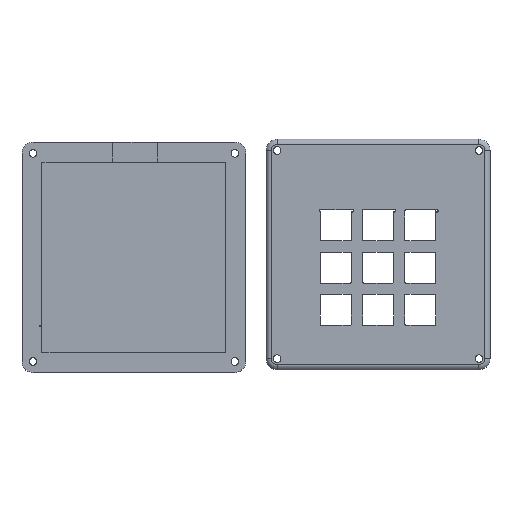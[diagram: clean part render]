
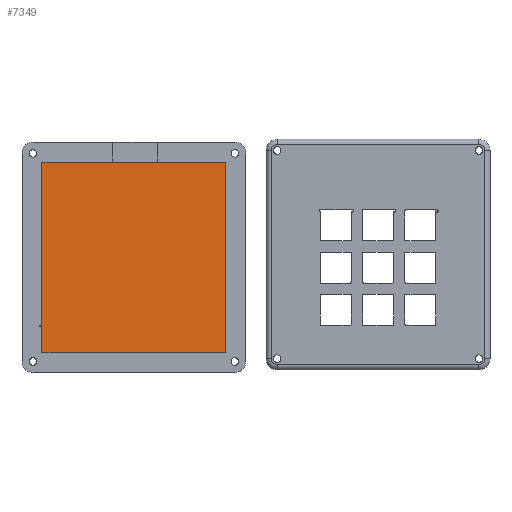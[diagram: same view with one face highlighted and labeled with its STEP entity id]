
A CAD part, top view. The second image highlights one B-rep face of the part: STEP entity #7349.
In plain terms, the highlighted planar face has unit normal (0, 0, 1).
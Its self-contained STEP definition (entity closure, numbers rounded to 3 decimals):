
#1137=FACE_OUTER_BOUND('',#1547,.T.);
#1547=EDGE_LOOP('',(#6288,#6289,#6290,#6291,#6292,#6293,#6294,#6295));
#2025=LINE('',#14012,#2612);
#2049=LINE('',#14205,#2636);
#2078=LINE('',#14279,#2665);
#2080=LINE('',#14282,#2667);
#2083=LINE('',#14287,#2670);
#2085=LINE('',#14292,#2672);
#2091=LINE('',#14303,#2678);
#2093=LINE('',#14306,#2680);
#2612=VECTOR('',#8290,10.);
#2636=VECTOR('',#8402,10.);
#2665=VECTOR('',#8477,10.);
#2667=VECTOR('',#8481,10.);
#2670=VECTOR('',#8486,10.);
#2672=VECTOR('',#8492,10.);
#2678=VECTOR('',#8500,10.);
#2680=VECTOR('',#8504,10.);
#3333=VERTEX_POINT('',#14009);
#3334=VERTEX_POINT('',#14011);
#3374=VERTEX_POINT('',#14202);
#3375=VERTEX_POINT('',#14204);
#3396=VERTEX_POINT('',#14276);
#3397=VERTEX_POINT('',#14278);
#3399=VERTEX_POINT('',#14291);
#3403=VERTEX_POINT('',#14301);
#4300=EDGE_CURVE('',#3333,#3334,#2025,.T.);
#4358=EDGE_CURVE('',#3375,#3374,#2049,.T.);
#4397=EDGE_CURVE('',#3397,#3396,#2078,.T.);
#4399=EDGE_CURVE('',#3396,#3375,#2080,.T.);
#4402=EDGE_CURVE('',#3334,#3374,#2083,.T.);
#4404=EDGE_CURVE('',#3397,#3399,#2085,.T.);
#4410=EDGE_CURVE('',#3403,#3333,#2091,.T.);
#4412=EDGE_CURVE('',#3399,#3403,#2093,.T.);
#6288=ORIENTED_EDGE('',*,*,#4358,.T.);
#6289=ORIENTED_EDGE('',*,*,#4402,.F.);
#6290=ORIENTED_EDGE('',*,*,#4300,.F.);
#6291=ORIENTED_EDGE('',*,*,#4410,.F.);
#6292=ORIENTED_EDGE('',*,*,#4412,.F.);
#6293=ORIENTED_EDGE('',*,*,#4404,.F.);
#6294=ORIENTED_EDGE('',*,*,#4397,.T.);
#6295=ORIENTED_EDGE('',*,*,#4399,.T.);
#7011=PLANE('',#7610);
#7349=ADVANCED_FACE('',(#1137),#7011,.F.);
#7610=AXIS2_PLACEMENT_3D('',#14307,#8505,#8506);
#8290=DIRECTION('',(0.,1.,0.));
#8402=DIRECTION('',(0.,1.,0.));
#8477=DIRECTION('',(0.,-1.,0.));
#8481=DIRECTION('',(-1.,0.,0.));
#8486=DIRECTION('',(1.,0.,0.));
#8492=DIRECTION('',(1.,0.,0.));
#8500=DIRECTION('',(-1.,0.,0.));
#8504=DIRECTION('',(0.,-1.,0.));
#8505=DIRECTION('center_axis',(0.,0.,-1.));
#8506=DIRECTION('ref_axis',(-1.,0.,0.));
#14009=CARTESIAN_POINT('',(-41.963,-44.854,3.));
#14011=CARTESIAN_POINT('',(-41.963,41.,3.));
#14012=CARTESIAN_POINT('',(-41.963,-44.854,3.));
#14202=CARTESIAN_POINT('',(-10.052,41.,3.));
#14204=CARTESIAN_POINT('',(-10.052,40.948,3.));
#14205=CARTESIAN_POINT('',(-10.052,19.537,3.));
#14276=CARTESIAN_POINT('',(10.052,40.948,3.));
#14278=CARTESIAN_POINT('',(10.052,41.,3.));
#14279=CARTESIAN_POINT('',(10.052,24.037,3.));
#14282=CARTESIAN_POINT('',(4.759,40.948,3.));
#14287=CARTESIAN_POINT('',(-41.963,41.,3.));
#14291=CARTESIAN_POINT('',(41.,41.,3.));
#14292=CARTESIAN_POINT('',(-41.963,41.,3.));
#14301=CARTESIAN_POINT('',(41.,-44.854,3.));
#14303=CARTESIAN_POINT('',(41.,-44.854,3.));
#14306=CARTESIAN_POINT('',(41.,41.,3.));
#14307=CARTESIAN_POINT('Origin',(-0.481,-1.927,3.));
